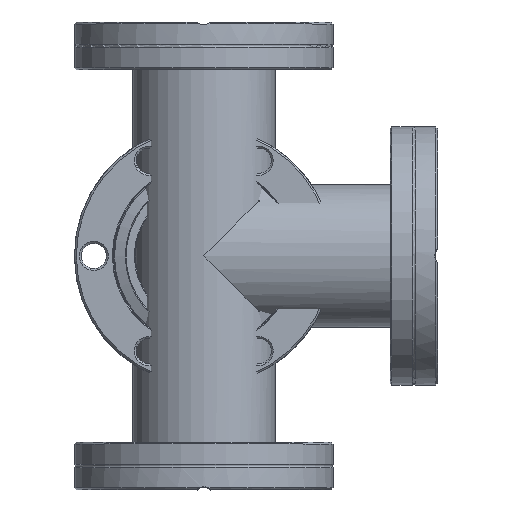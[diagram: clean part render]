
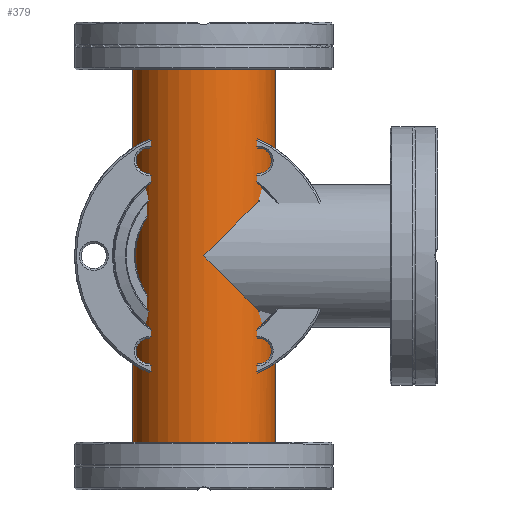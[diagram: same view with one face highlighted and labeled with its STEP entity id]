
A CAD part, top view. The second image highlights one B-rep face of the part: STEP entity #379.
In plain terms, the highlighted cylindrical face has radius 19.05 mm (diameter 38.1 mm), a full revolution.
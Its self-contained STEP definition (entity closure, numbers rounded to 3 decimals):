
#379 = ADVANCED_FACE( '', ( #588, #589, #590 ), #591, .T. );
#588 = FACE_BOUND( '', #900, .T. );
#589 = FACE_OUTER_BOUND( '', #901, .T. );
#590 = FACE_OUTER_BOUND( '', #902, .T. );
#591 = CYLINDRICAL_SURFACE( '', #903, 19.05 );
#900 = EDGE_LOOP( '', ( #1354, #1355 ) );
#901 = EDGE_LOOP( '', ( #1356 ) );
#902 = EDGE_LOOP( '', ( #1357 ) );
#903 = AXIS2_PLACEMENT_3D( '', #1358, #1359, #1360 );
#1354 = ORIENTED_EDGE( '', *, *, #1707, .F. );
#1355 = ORIENTED_EDGE( '', *, *, #1708, .F. );
#1356 = ORIENTED_EDGE( '', *, *, #1709, .T. );
#1357 = ORIENTED_EDGE( '', *, *, #1710, .F. );
#1358 = CARTESIAN_POINT( '', ( 0., -57.15, 0. ) );
#1359 = DIRECTION( '', ( 0., -1., 0. ) );
#1360 = DIRECTION( '', ( 0., 0., 1. ) );
#1707 = EDGE_CURVE( '', #1913, #1914, #1915, .F. );
#1708 = EDGE_CURVE( '', #1914, #1913, #1916, .T. );
#1709 = EDGE_CURVE( '', #1917, #1917, #1918, .T. );
#1710 = EDGE_CURVE( '', #1919, #1919, #1920, .T. );
#1913 = VERTEX_POINT( '', #2271 );
#1914 = VERTEX_POINT( '', #2272 );
#1915 = ELLIPSE( '', #2273, 26.941, 19.05 );
#1916 = ELLIPSE( '', #2274, 26.941, 19.05 );
#1917 = VERTEX_POINT( '', #2275 );
#1918 = CIRCLE( '', #2276, 19.05 );
#1919 = VERTEX_POINT( '', #2277 );
#1920 = CIRCLE( '', #2278, 19.05 );
#2271 = CARTESIAN_POINT( '', ( 0., 0., -19.05 ) );
#2272 = CARTESIAN_POINT( '', ( 0., 0., 19.05 ) );
#2273 = AXIS2_PLACEMENT_3D( '', #2644, #2645, #2646 );
#2274 = AXIS2_PLACEMENT_3D( '', #2647, #2648, #2649 );
#2275 = CARTESIAN_POINT( '', ( 19.05, -57.15, 0. ) );
#2276 = AXIS2_PLACEMENT_3D( '', #2650, #2651, #2652 );
#2277 = CARTESIAN_POINT( '', ( 19.05, 57.15, 0. ) );
#2278 = AXIS2_PLACEMENT_3D( '', #2653, #2654, #2655 );
#2644 = CARTESIAN_POINT( '', ( 0., 0., 0. ) );
#2645 = DIRECTION( '', ( -0.707, 0.707, 0. ) );
#2646 = DIRECTION( '', ( 0.707, 0.707, 0. ) );
#2647 = CARTESIAN_POINT( '', ( 0., 0., 0. ) );
#2648 = DIRECTION( '', ( 0.707, 0.707, 0. ) );
#2649 = DIRECTION( '', ( -0.707, 0.707, 0. ) );
#2650 = CARTESIAN_POINT( '', ( 0., -57.15, 0. ) );
#2651 = DIRECTION( '', ( 0., 1., 0. ) );
#2652 = DIRECTION( '', ( 1., 0., 0. ) );
#2653 = CARTESIAN_POINT( '', ( 0., 57.15, 0. ) );
#2654 = DIRECTION( '', ( 0., 1., 0. ) );
#2655 = DIRECTION( '', ( 1., 0., 0. ) );
